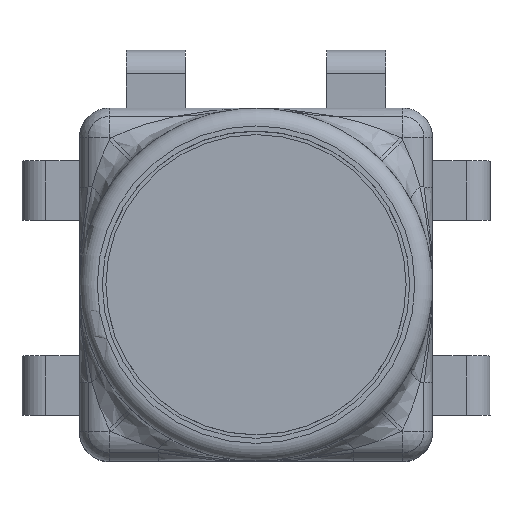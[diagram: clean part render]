
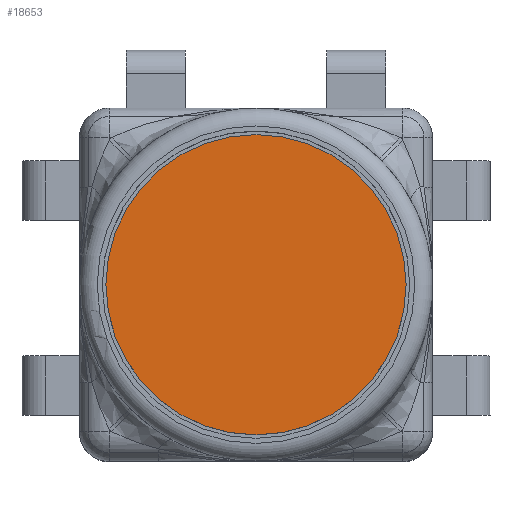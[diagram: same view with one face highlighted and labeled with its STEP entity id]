
A CAD part, top view. The second image highlights one B-rep face of the part: STEP entity #18653.
In plain terms, the highlighted planar face has unit normal (0, 0, 1).
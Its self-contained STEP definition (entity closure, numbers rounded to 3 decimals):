
#1997=PLANE('',#19772);
#2875=FACE_OUTER_BOUND('',#3906,.T.);
#3906=EDGE_LOOP('',(#16772));
#8140=CIRCLE('',#19771,12.7);
#9809=VERTEX_POINT('',#38398);
#12260=EDGE_CURVE('',#9809,#9809,#8140,.T.);
#16772=ORIENTED_EDGE('',*,*,#12260,.T.);
#18653=ADVANCED_FACE('',(#2875),#1997,.T.);
#19771=AXIS2_PLACEMENT_3D('',#38400,#23241,#23242);
#19772=AXIS2_PLACEMENT_3D('',#38401,#23243,#23244);
#23241=DIRECTION('center_axis',(0.,0.,1.));
#23242=DIRECTION('ref_axis',(1.,0.,0.));
#23243=DIRECTION('center_axis',(0.,0.,1.));
#23244=DIRECTION('ref_axis',(1.,0.,0.));
#38398=CARTESIAN_POINT('',(12.7,0.,2.381));
#38400=CARTESIAN_POINT('Origin',(0.,0.,2.381));
#38401=CARTESIAN_POINT('Origin',(0.,0.,2.381));
